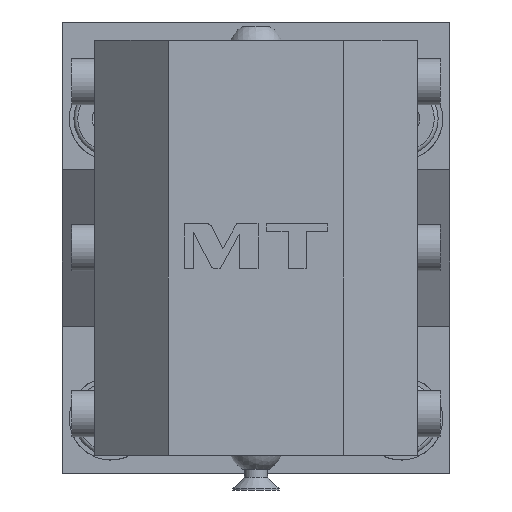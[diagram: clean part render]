
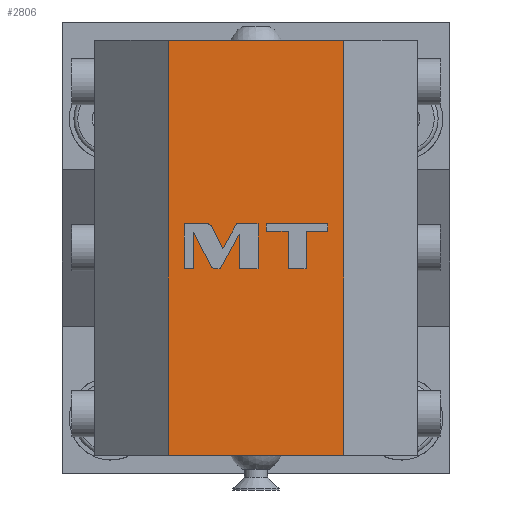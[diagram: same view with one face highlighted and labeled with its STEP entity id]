
A CAD part, left-side view. The second image highlights one B-rep face of the part: STEP entity #2806.
In plain terms, the highlighted planar face has unit normal (-1, 0, 0).
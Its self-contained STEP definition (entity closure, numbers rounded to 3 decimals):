
#473=DIRECTION('',(0.,0.,1.));
#474=VECTOR('',#473,90.);
#475=CARTESIAN_POINT('',(-130.,-19.,-40.5));
#476=LINE('',#475,#474);
#477=DIRECTION('',(0.,0.,1.));
#478=VECTOR('',#477,90.);
#479=CARTESIAN_POINT('',(-130.,19.,-40.5));
#480=LINE('',#479,#478);
#481=DIRECTION('',(0.,-1.,0.));
#482=VECTOR('',#481,38.);
#483=CARTESIAN_POINT('',(-130.,19.,49.5));
#484=LINE('',#483,#482);
#485=DIRECTION('',(0.,-1.,0.));
#486=VECTOR('',#485,38.);
#487=CARTESIAN_POINT('',(-130.,19.,-40.5));
#488=LINE('',#487,#486);
#489=CARTESIAN_POINT('',(-130.,9.639,9.116));
#490=CARTESIAN_POINT('',(-130.,9.842,9.507));
#491=CARTESIAN_POINT('',(-130.,10.241,9.75));
#492=CARTESIAN_POINT('',(-130.,10.682,9.75));
#494=DIRECTION('',(0.,1.,0.));
#495=VECTOR('',#494,4.901);
#496=CARTESIAN_POINT('',(-130.,10.682,9.75));
#497=LINE('',#496,#495);
#498=DIRECTION('',(0.,0.,-1.));
#499=VECTOR('',#498,9.75);
#500=CARTESIAN_POINT('',(-130.,15.583,9.75));
#501=LINE('',#500,#499);
#502=DIRECTION('',(0.,-1.,0.));
#503=VECTOR('',#502,2.028);
#504=CARTESIAN_POINT('',(-130.,15.583,0.));
#505=LINE('',#504,#503);
#506=DIRECTION('',(0.,0.,1.));
#507=VECTOR('',#506,7.898);
#508=CARTESIAN_POINT('',(-130.,13.555,0.));
#509=LINE('',#508,#507);
#510=DIRECTION('',(0.,-0.459,-0.888));
#511=VECTOR('',#510,8.177);
#512=CARTESIAN_POINT('',(-130.,13.555,7.898));
#513=LINE('',#512,#511);
#514=CARTESIAN_POINT('',(-130.,9.799,0.635));
#515=CARTESIAN_POINT('',(-130.,9.596,0.242));
#516=CARTESIAN_POINT('',(-130.,9.196,0.));
#517=CARTESIAN_POINT('',(-130.,8.754,0.));
#519=DIRECTION('',(0.,-1.,0.));
#520=VECTOR('',#519,1.017);
#521=CARTESIAN_POINT('',(-130.,8.754,0.));
#522=LINE('',#521,#520);
#523=DIRECTION('',(0.,-0.481,0.877));
#524=VECTOR('',#523,8.46);
#525=CARTESIAN_POINT('',(-130.,7.737,0.));
#526=LINE('',#525,#524);
#527=DIRECTION('',(0.,0.,-1.));
#528=VECTOR('',#527,7.416);
#529=CARTESIAN_POINT('',(-130.,3.667,7.416));
#530=LINE('',#529,#528);
#531=DIRECTION('',(0.,-1.,0.));
#532=VECTOR('',#531,4.103);
#533=CARTESIAN_POINT('',(-130.,3.667,0.));
#534=LINE('',#533,#532);
#535=DIRECTION('',(0.,0.,1.));
#536=VECTOR('',#535,9.75);
#537=CARTESIAN_POINT('',(-130.,-0.436,0.));
#538=LINE('',#537,#536);
#539=DIRECTION('',(0.,1.,0.));
#540=VECTOR('',#539,4.625);
#541=CARTESIAN_POINT('',(-130.,-0.436,9.75));
#542=LINE('',#541,#540);
#543=DIRECTION('',(0.,0.481,-0.877));
#544=VECTOR('',#543,6.183);
#545=CARTESIAN_POINT('',(-130.,4.19,9.75));
#546=LINE('',#545,#544);
#547=DIRECTION('',(0.,0.459,0.888));
#548=VECTOR('',#547,5.387);
#549=CARTESIAN_POINT('',(-130.,7.165,4.33));
#550=LINE('',#549,#548);
#551=DIRECTION('',(0.,0.,-1.));
#552=VECTOR('',#551,8.09);
#553=CARTESIAN_POINT('',(-130.,-6.992,8.09));
#554=LINE('',#553,#552);
#555=DIRECTION('',(0.,-1.,0.));
#556=VECTOR('',#555,3.863);
#557=CARTESIAN_POINT('',(-130.,-6.992,0.));
#558=LINE('',#557,#556);
#559=DIRECTION('',(0.,0.,1.));
#560=VECTOR('',#559,8.09);
#561=CARTESIAN_POINT('',(-130.,-10.855,0.));
#562=LINE('',#561,#560);
#563=DIRECTION('',(0.,-1.,0.));
#564=VECTOR('',#563,4.727);
#565=CARTESIAN_POINT('',(-130.,-10.855,8.09));
#566=LINE('',#565,#564);
#567=DIRECTION('',(0.,0.,1.));
#568=VECTOR('',#567,1.661);
#569=CARTESIAN_POINT('',(-130.,-15.581,8.09));
#570=LINE('',#569,#568);
#571=DIRECTION('',(0.,1.,0.));
#572=VECTOR('',#571,13.316);
#573=CARTESIAN_POINT('',(-130.,-15.581,9.75));
#574=LINE('',#573,#572);
#575=DIRECTION('',(0.,0.,-1.));
#576=VECTOR('',#575,1.661);
#577=CARTESIAN_POINT('',(-130.,-2.266,9.75));
#578=LINE('',#577,#576);
#579=DIRECTION('',(0.,-1.,0.));
#580=VECTOR('',#579,4.727);
#581=CARTESIAN_POINT('',(-130.,-2.266,8.09));
#582=LINE('',#581,#580);
#1788=CARTESIAN_POINT('',(-130.,19.,-40.5));
#1790=VERTEX_POINT('',#1788);
#1791=CARTESIAN_POINT('',(-130.,-19.,-40.5));
#1792=VERTEX_POINT('',#1791);
#1856=CARTESIAN_POINT('',(-130.,19.,49.5));
#1858=VERTEX_POINT('',#1856);
#1859=CARTESIAN_POINT('',(-130.,-19.,49.5));
#1861=VERTEX_POINT('',#1859);
#2197=CARTESIAN_POINT('',(-130.,9.639,9.116));
#2198=VERTEX_POINT('',#2197);
#2199=CARTESIAN_POINT('',(-130.,10.682,9.75));
#2200=VERTEX_POINT('',#2199);
#2201=CARTESIAN_POINT('',(-130.,15.583,9.75));
#2202=VERTEX_POINT('',#2201);
#2203=CARTESIAN_POINT('',(-130.,15.583,0.));
#2204=VERTEX_POINT('',#2203);
#2205=CARTESIAN_POINT('',(-130.,13.555,0.));
#2206=VERTEX_POINT('',#2205);
#2207=CARTESIAN_POINT('',(-130.,13.555,7.898));
#2208=VERTEX_POINT('',#2207);
#2209=CARTESIAN_POINT('',(-130.,9.799,0.635));
#2210=VERTEX_POINT('',#2209);
#2211=CARTESIAN_POINT('',(-130.,8.754,0.));
#2212=VERTEX_POINT('',#2211);
#2213=CARTESIAN_POINT('',(-130.,7.737,0.));
#2214=VERTEX_POINT('',#2213);
#2215=CARTESIAN_POINT('',(-130.,3.667,7.416));
#2216=VERTEX_POINT('',#2215);
#2217=CARTESIAN_POINT('',(-130.,3.667,0.));
#2218=VERTEX_POINT('',#2217);
#2219=CARTESIAN_POINT('',(-130.,-0.436,0.));
#2220=VERTEX_POINT('',#2219);
#2221=CARTESIAN_POINT('',(-130.,-0.436,9.75));
#2222=VERTEX_POINT('',#2221);
#2223=CARTESIAN_POINT('',(-130.,4.19,9.75));
#2224=VERTEX_POINT('',#2223);
#2225=CARTESIAN_POINT('',(-130.,7.165,4.33));
#2226=VERTEX_POINT('',#2225);
#2227=CARTESIAN_POINT('',(-130.,-6.992,8.09));
#2228=VERTEX_POINT('',#2227);
#2229=CARTESIAN_POINT('',(-130.,-6.992,0.));
#2230=VERTEX_POINT('',#2229);
#2231=CARTESIAN_POINT('',(-130.,-10.855,0.));
#2232=VERTEX_POINT('',#2231);
#2233=CARTESIAN_POINT('',(-130.,-10.855,8.09));
#2234=VERTEX_POINT('',#2233);
#2235=CARTESIAN_POINT('',(-130.,-15.581,8.09));
#2236=VERTEX_POINT('',#2235);
#2237=CARTESIAN_POINT('',(-130.,-15.581,9.75));
#2238=VERTEX_POINT('',#2237);
#2239=CARTESIAN_POINT('',(-130.,-2.266,9.75));
#2240=VERTEX_POINT('',#2239);
#2241=CARTESIAN_POINT('',(-130.,-2.266,8.09));
#2242=VERTEX_POINT('',#2241);
#2744=CARTESIAN_POINT('',(-130.,19.,-44.5));
#2745=DIRECTION('',(-1.,0.,0.));
#2746=DIRECTION('',(0.,-1.,0.));
#2747=AXIS2_PLACEMENT_3D('',#2744,#2745,#2746);
#2748=PLANE('',#2747);
#2750=ORIENTED_EDGE('',*,*,#2749,.T.);
#2751=ORIENTED_EDGE('',*,*,#2336,.T.);
#2752=ORIENTED_EDGE('',*,*,#2739,.F.);
#2753=ORIENTED_EDGE('',*,*,#2605,.F.);
#2754=EDGE_LOOP('',(#2750,#2751,#2752,#2753));
#2755=FACE_OUTER_BOUND('',#2754,.F.);
#2757=ORIENTED_EDGE('',*,*,#2756,.T.);
#2759=ORIENTED_EDGE('',*,*,#2758,.T.);
#2761=ORIENTED_EDGE('',*,*,#2760,.T.);
#2763=ORIENTED_EDGE('',*,*,#2762,.T.);
#2765=ORIENTED_EDGE('',*,*,#2764,.T.);
#2767=ORIENTED_EDGE('',*,*,#2766,.T.);
#2769=ORIENTED_EDGE('',*,*,#2768,.T.);
#2771=ORIENTED_EDGE('',*,*,#2770,.T.);
#2773=ORIENTED_EDGE('',*,*,#2772,.T.);
#2775=ORIENTED_EDGE('',*,*,#2774,.T.);
#2777=ORIENTED_EDGE('',*,*,#2776,.T.);
#2779=ORIENTED_EDGE('',*,*,#2778,.T.);
#2781=ORIENTED_EDGE('',*,*,#2780,.T.);
#2783=ORIENTED_EDGE('',*,*,#2782,.T.);
#2785=ORIENTED_EDGE('',*,*,#2784,.T.);
#2786=EDGE_LOOP('',(#2757,#2759,#2761,#2763,#2765,#2767,#2769,#2771,#2773,#2775,
#2777,#2779,#2781,#2783,#2785));
#2787=FACE_BOUND('',#2786,.F.);
#2789=ORIENTED_EDGE('',*,*,#2788,.T.);
#2791=ORIENTED_EDGE('',*,*,#2790,.T.);
#2793=ORIENTED_EDGE('',*,*,#2792,.T.);
#2795=ORIENTED_EDGE('',*,*,#2794,.T.);
#2797=ORIENTED_EDGE('',*,*,#2796,.T.);
#2799=ORIENTED_EDGE('',*,*,#2798,.T.);
#2801=ORIENTED_EDGE('',*,*,#2800,.T.);
#2803=ORIENTED_EDGE('',*,*,#2802,.T.);
#2804=EDGE_LOOP('',(#2789,#2791,#2793,#2795,#2797,#2799,#2801,#2803));
#2805=FACE_BOUND('',#2804,.F.);
#2806=ADVANCED_FACE('',(#2755,#2787,#2805),#2748,.T.);
#493=B_SPLINE_CURVE_WITH_KNOTS('',3,(#489,#490,#491,#492),.UNSPECIFIED.,.F.,.F.,
(4,4),(0.,1.),.UNSPECIFIED.);
#518=B_SPLINE_CURVE_WITH_KNOTS('',3,(#514,#515,#516,#517),.UNSPECIFIED.,.F.,.F.,
(4,4),(0.,1.),.UNSPECIFIED.);
#2336=EDGE_CURVE('',#1858,#1861,#484,.T.);
#2605=EDGE_CURVE('',#1790,#1792,#488,.T.);
#2739=EDGE_CURVE('',#1792,#1861,#476,.T.);
#2749=EDGE_CURVE('',#1790,#1858,#480,.T.);
#2756=EDGE_CURVE('',#2198,#2200,#493,.T.);
#2758=EDGE_CURVE('',#2200,#2202,#497,.T.);
#2760=EDGE_CURVE('',#2202,#2204,#501,.T.);
#2762=EDGE_CURVE('',#2204,#2206,#505,.T.);
#2764=EDGE_CURVE('',#2206,#2208,#509,.T.);
#2766=EDGE_CURVE('',#2208,#2210,#513,.T.);
#2768=EDGE_CURVE('',#2210,#2212,#518,.T.);
#2770=EDGE_CURVE('',#2212,#2214,#522,.T.);
#2772=EDGE_CURVE('',#2214,#2216,#526,.T.);
#2774=EDGE_CURVE('',#2216,#2218,#530,.T.);
#2776=EDGE_CURVE('',#2218,#2220,#534,.T.);
#2778=EDGE_CURVE('',#2220,#2222,#538,.T.);
#2780=EDGE_CURVE('',#2222,#2224,#542,.T.);
#2782=EDGE_CURVE('',#2224,#2226,#546,.T.);
#2784=EDGE_CURVE('',#2226,#2198,#550,.T.);
#2788=EDGE_CURVE('',#2228,#2230,#554,.T.);
#2790=EDGE_CURVE('',#2230,#2232,#558,.T.);
#2792=EDGE_CURVE('',#2232,#2234,#562,.T.);
#2794=EDGE_CURVE('',#2234,#2236,#566,.T.);
#2796=EDGE_CURVE('',#2236,#2238,#570,.T.);
#2798=EDGE_CURVE('',#2238,#2240,#574,.T.);
#2800=EDGE_CURVE('',#2240,#2242,#578,.T.);
#2802=EDGE_CURVE('',#2242,#2228,#582,.T.);
